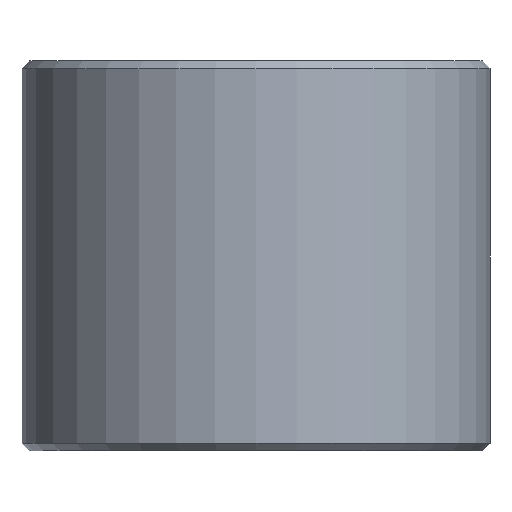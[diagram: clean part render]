
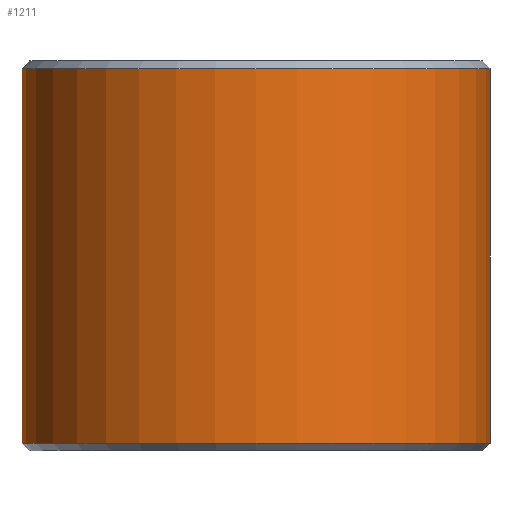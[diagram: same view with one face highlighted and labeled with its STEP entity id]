
A CAD part, front view. The second image highlights one B-rep face of the part: STEP entity #1211.
In plain terms, the highlighted cylindrical face has radius 15 mm (diameter 30 mm), a partial arc.
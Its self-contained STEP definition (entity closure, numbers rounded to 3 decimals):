
#21 = EDGE_LOOP ( 'NONE', ( #145, #3801, #3643, #1109 ) ) ;
#145 = ORIENTED_EDGE ( 'NONE', *, *, #5392, .F. ) ;
#536 = LINE ( 'NONE', #4452, #2846 ) ;
#682 = CIRCLE ( 'NONE', #4451, 15. ) ;
#1109 = ORIENTED_EDGE ( 'NONE', *, *, #5461, .T. ) ;
#1211 = ADVANCED_FACE ( 'NONE', ( #2098 ), #4543, .T. ) ;
#1782 = EDGE_CURVE ( 'NONE', #4896, #4816, #5074, .T. ) ;
#1794 = DIRECTION ( 'NONE',  ( 0., 0., -1. ) ) ;
#1935 = VERTEX_POINT ( 'NONE', #4356 ) ;
#2083 = VECTOR ( 'NONE', #2451, 1000. ) ;
#2098 = FACE_OUTER_BOUND ( 'NONE', #21, .T. ) ;
#2138 = CARTESIAN_POINT ( 'NONE',  ( 15., 0., 24.5 ) ) ;
#2179 = DIRECTION ( 'NONE',  ( 1., 0., 0. ) ) ;
#2438 = CARTESIAN_POINT ( 'NONE',  ( -15., 0., 0.5 ) ) ;
#2451 = DIRECTION ( 'NONE',  ( 0., 0., -1. ) ) ;
#2771 = EDGE_CURVE ( 'NONE', #4816, #3436, #5211, .T. ) ;
#2846 = VECTOR ( 'NONE', #3976, 1000. ) ;
#2949 = CARTESIAN_POINT ( 'NONE',  ( -15., 0., 25. ) ) ;
#3436 = VERTEX_POINT ( 'NONE', #2438 ) ;
#3497 = DIRECTION ( 'NONE',  ( -1., 0., 0. ) ) ;
#3520 = CARTESIAN_POINT ( 'NONE',  ( -15., 0., 24.5 ) ) ;
#3643 = ORIENTED_EDGE ( 'NONE', *, *, #2771, .T. ) ;
#3801 = ORIENTED_EDGE ( 'NONE', *, *, #1782, .T. ) ;
#3907 = AXIS2_PLACEMENT_3D ( 'NONE', #5728, #1794, #3497 ) ;
#3976 = DIRECTION ( 'NONE',  ( 0., 0., -1. ) ) ;
#4356 = CARTESIAN_POINT ( 'NONE',  ( 15., 0., 0.5 ) ) ;
#4406 = CARTESIAN_POINT ( 'NONE',  ( 0., 0., 0.5 ) ) ;
#4451 = AXIS2_PLACEMENT_3D ( 'NONE', #4406, #5767, #2179 ) ;
#4452 = CARTESIAN_POINT ( 'NONE',  ( 15., 0., 25. ) ) ;
#4543 = CYLINDRICAL_SURFACE ( 'NONE', #3907, 15. ) ;
#4621 = AXIS2_PLACEMENT_3D ( 'NONE', #5527, #4634, #5058 ) ;
#4634 = DIRECTION ( 'NONE',  ( 0., 0., -1. ) ) ;
#4816 = VERTEX_POINT ( 'NONE', #3520 ) ;
#4896 = VERTEX_POINT ( 'NONE', #2138 ) ;
#5058 = DIRECTION ( 'NONE',  ( 1., 0., 0. ) ) ;
#5074 = CIRCLE ( 'NONE', #4621, 15. ) ;
#5211 = LINE ( 'NONE', #2949, #2083 ) ;
#5392 = EDGE_CURVE ( 'NONE', #4896, #1935, #536, .T. ) ;
#5461 = EDGE_CURVE ( 'NONE', #3436, #1935, #682, .T. ) ;
#5527 = CARTESIAN_POINT ( 'NONE',  ( 0., 0., 24.5 ) ) ;
#5728 = CARTESIAN_POINT ( 'NONE',  ( 0., 0., 25. ) ) ;
#5767 = DIRECTION ( 'NONE',  ( 0., 0., 1. ) ) ;
